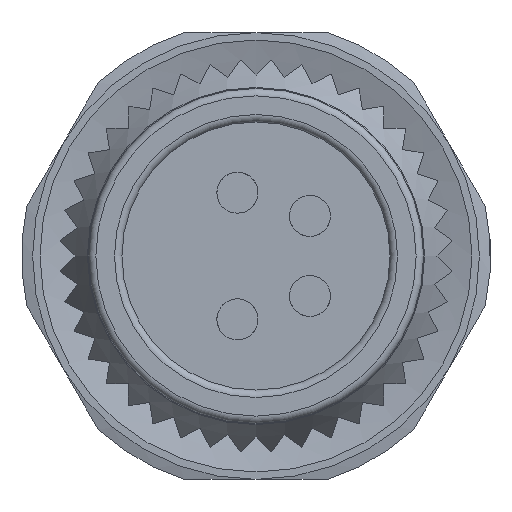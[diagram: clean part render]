
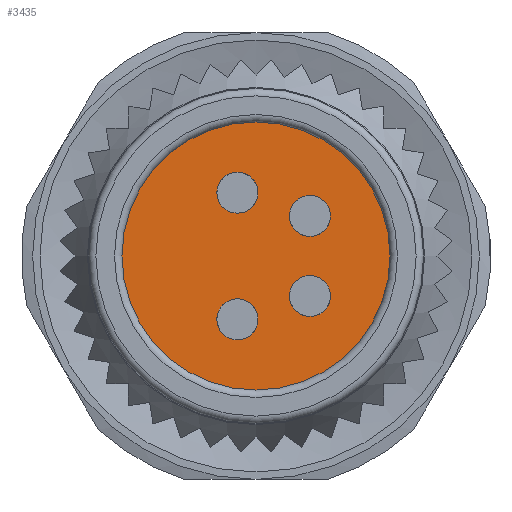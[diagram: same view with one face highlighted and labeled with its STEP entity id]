
A CAD part, left-side view. The second image highlights one B-rep face of the part: STEP entity #3435.
In plain terms, the highlighted planar face has unit normal (-1, 0, 0).
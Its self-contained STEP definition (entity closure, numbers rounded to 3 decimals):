
#765=PLANE('',#4347);
#1307=EDGE_LOOP('',(#2377));
#1308=EDGE_LOOP('',(#2378));
#1309=EDGE_LOOP('',(#2379));
#1310=EDGE_LOOP('',(#2380));
#1311=EDGE_LOOP('',(#2381));
#2377=ORIENTED_EDGE('',*,*,#2990,.T.);
#2378=ORIENTED_EDGE('',*,*,#2991,.T.);
#2379=ORIENTED_EDGE('',*,*,#2992,.T.);
#2380=ORIENTED_EDGE('',*,*,#2993,.T.);
#2381=ORIENTED_EDGE('',*,*,#2934,.T.);
#2934=EDGE_CURVE('',#3905,#3905,#3170,.T.);
#2990=EDGE_CURVE('',#3957,#3957,#3194,.T.);
#2991=EDGE_CURVE('',#3958,#3958,#3195,.T.);
#2992=EDGE_CURVE('',#3959,#3959,#3196,.T.);
#2993=EDGE_CURVE('',#3960,#3960,#3197,.T.);
#3170=CIRCLE('',#4302,3.6);
#3194=CIRCLE('',#4343,0.55);
#3195=CIRCLE('',#4344,0.55);
#3196=CIRCLE('',#4345,0.55);
#3197=CIRCLE('',#4346,0.55);
#3435=ADVANCED_FACE('',(#3564,#3565,#3566,#3567,#3568),#765,.F.);
#3564=FACE_BOUND('',#1307,.T.);
#3565=FACE_BOUND('',#1308,.T.);
#3566=FACE_BOUND('',#1309,.T.);
#3567=FACE_BOUND('',#1310,.T.);
#3568=FACE_BOUND('',#1311,.T.);
#3905=VERTEX_POINT('',#6907);
#3957=VERTEX_POINT('',#7592);
#3958=VERTEX_POINT('',#7594);
#3959=VERTEX_POINT('',#7596);
#3960=VERTEX_POINT('',#7598);
#4302=AXIS2_PLACEMENT_3D('',#6906,#5147,#5148);
#4343=AXIS2_PLACEMENT_3D('',#7591,#5237,#5238);
#4344=AXIS2_PLACEMENT_3D('',#7593,#5239,#5240);
#4345=AXIS2_PLACEMENT_3D('',#7595,#5241,#5242);
#4346=AXIS2_PLACEMENT_3D('',#7597,#5243,#5244);
#4347=AXIS2_PLACEMENT_3D('',#7599,#5245,#5246);
#5147=DIRECTION('',(-1.,0.,0.));
#5148=DIRECTION('',(0.,0.,1.));
#5237=DIRECTION('',(1.,0.,0.));
#5238=DIRECTION('',(0.,0.,-1.));
#5239=DIRECTION('',(1.,0.,0.));
#5240=DIRECTION('',(0.,0.,-1.));
#5241=DIRECTION('',(1.,0.,0.));
#5242=DIRECTION('',(0.,0.,-1.));
#5243=DIRECTION('',(1.,0.,0.));
#5244=DIRECTION('',(0.,0.,-1.));
#5245=DIRECTION('',(1.,0.,0.));
#5246=DIRECTION('',(0.,0.,-1.));
#6906=CARTESIAN_POINT('',(0.2,0.,0.));
#6907=CARTESIAN_POINT('',(0.2,0.,3.6));
#7591=CARTESIAN_POINT('',(0.2,0.5,1.7));
#7592=CARTESIAN_POINT('',(0.2,0.5,1.15));
#7593=CARTESIAN_POINT('',(0.2,0.5,-1.7));
#7594=CARTESIAN_POINT('',(0.2,0.5,-2.25));
#7595=CARTESIAN_POINT('',(0.2,-1.45,1.075));
#7596=CARTESIAN_POINT('',(0.2,-1.45,0.525));
#7597=CARTESIAN_POINT('',(0.2,-1.45,-1.075));
#7598=CARTESIAN_POINT('',(0.2,-1.45,-1.625));
#7599=CARTESIAN_POINT('',(0.2,0.,0.));
